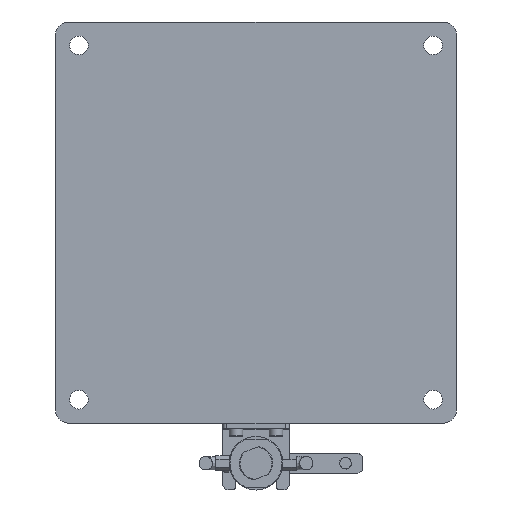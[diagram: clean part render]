
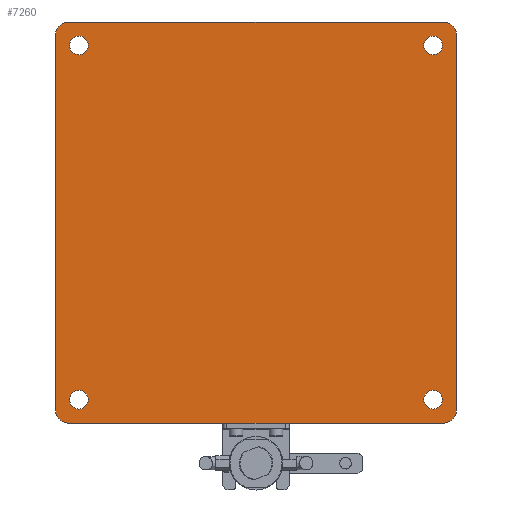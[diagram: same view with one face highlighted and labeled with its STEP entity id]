
A CAD part, left-side view. The second image highlights one B-rep face of the part: STEP entity #7260.
In plain terms, the highlighted planar face has unit normal (1, 0, 0).
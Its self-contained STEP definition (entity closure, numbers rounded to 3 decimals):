
#208 = FACE_BOUND ( 'NONE', #10076, .T. ) ;
#281 = EDGE_CURVE ( 'NONE', #1451, #1451, #7993, .T. ) ;
#321 = CARTESIAN_POINT ( 'NONE',  ( 382.391, -174.333, 455.283 ) ) ;
#649 = EDGE_CURVE ( 'NONE', #19468, #18318, #13075, .T. ) ;
#959 = EDGE_CURVE ( 'NONE', #16278, #25510, #10392, .T. ) ;
#1121 = DIRECTION ( 'NONE',  ( 0., 0., 1. ) ) ;
#1391 = DIRECTION ( 'NONE',  ( 0., 1., 0. ) ) ;
#1451 = VERTEX_POINT ( 'NONE', #27028 ) ;
#1630 = DIRECTION ( 'NONE',  ( 0., 0., 1. ) ) ;
#2292 = DIRECTION ( 'NONE',  ( 1., 0., 0. ) ) ;
#2401 = CARTESIAN_POINT ( 'NONE',  ( 382.391, -166.833, 472.783 ) ) ;
#2441 = ORIENTED_EDGE ( 'NONE', *, *, #281, .F. ) ;
#2894 = EDGE_CURVE ( 'NONE', #3900, #11837, #26495, .T. ) ;
#2971 = ORIENTED_EDGE ( 'NONE', *, *, #22859, .T. ) ;
#3032 = AXIS2_PLACEMENT_3D ( 'NONE', #27070, #14496, #1630 ) ;
#3298 = AXIS2_PLACEMENT_3D ( 'NONE', #19659, #2292, #8511 ) ;
#3384 = CARTESIAN_POINT ( 'NONE',  ( 382.391, 115.667, 745.283 ) ) ;
#3900 = VERTEX_POINT ( 'NONE', #3384 ) ;
#3945 = EDGE_CURVE ( 'NONE', #17120, #17120, #10249, .T. ) ;
#5311 = VECTOR ( 'NONE', #24213, 1000. ) ;
#5929 = ORIENTED_EDGE ( 'NONE', *, *, #9518, .F. ) ;
#6226 = ORIENTED_EDGE ( 'NONE', *, *, #23968, .F. ) ;
#6245 = CARTESIAN_POINT ( 'NONE',  ( 382.391, 98.167, 744.783 ) ) ;
#6310 = DIRECTION ( 'NONE',  ( 0., 0., 1. ) ) ;
#6341 = CARTESIAN_POINT ( 'NONE',  ( 382.391, 105.667, 455.283 ) ) ;
#6435 = CARTESIAN_POINT ( 'NONE',  ( 382.391, -34.333, 605.283 ) ) ;
#6777 = CIRCLE ( 'NONE', #27961, 10. ) ;
#7260 = ADVANCED_FACE ( 'NONE', ( #23663, #21825, #26347, #208, #8836 ), #17729, .F. ) ;
#7771 = DIRECTION ( 'NONE',  ( 1., 0., 0. ) ) ;
#7863 = CARTESIAN_POINT ( 'NONE',  ( 382.391, -184.333, 455.283 ) ) ;
#7993 = CIRCLE ( 'NONE', #3032, 7. ) ;
#8511 = DIRECTION ( 'NONE',  ( 0., 0., 1. ) ) ;
#8549 = CARTESIAN_POINT ( 'NONE',  ( 382.391, -184.333, 755.283 ) ) ;
#8570 = ORIENTED_EDGE ( 'NONE', *, *, #25133, .T. ) ;
#8576 = CARTESIAN_POINT ( 'NONE',  ( 382.391, 105.667, 465.283 ) ) ;
#8714 = DIRECTION ( 'NONE',  ( 1., 0., 0. ) ) ;
#8836 = FACE_BOUND ( 'NONE', #20614, .T. ) ;
#8973 = DIRECTION ( 'NONE',  ( -1., 0., 0. ) ) ;
#8994 = CIRCLE ( 'NONE', #11706, 7. ) ;
#9364 = ORIENTED_EDGE ( 'NONE', *, *, #26645, .T. ) ;
#9421 = CIRCLE ( 'NONE', #22498, 7. ) ;
#9442 = AXIS2_PLACEMENT_3D ( 'NONE', #26497, #24382, #11099 ) ;
#9518 = EDGE_CURVE ( 'NONE', #10913, #18318, #24077, .T. ) ;
#9687 = CARTESIAN_POINT ( 'NONE',  ( 382.391, 115.667, 755.283 ) ) ;
#10076 = EDGE_LOOP ( 'NONE', ( #15524 ) ) ;
#10152 = LINE ( 'NONE', #27107, #11683 ) ;
#10249 = CIRCLE ( 'NONE', #12955, 7. ) ;
#10392 = LINE ( 'NONE', #7863, #20295 ) ;
#10416 = DIRECTION ( 'NONE',  ( 0., 0., 1. ) ) ;
#10824 = CARTESIAN_POINT ( 'NONE',  ( 382.391, 98.167, 472.783 ) ) ;
#10913 = VERTEX_POINT ( 'NONE', #14599 ) ;
#11075 = CARTESIAN_POINT ( 'NONE',  ( 382.391, -184.333, 745.283 ) ) ;
#11099 = DIRECTION ( 'NONE',  ( 0., 0., 1. ) ) ;
#11683 = VECTOR ( 'NONE', #1391, 1000. ) ;
#11706 = AXIS2_PLACEMENT_3D ( 'NONE', #10824, #8714, #10416 ) ;
#11837 = VERTEX_POINT ( 'NONE', #25836 ) ;
#12537 = DIRECTION ( 'NONE',  ( 1., 0., 0. ) ) ;
#12569 = ORIENTED_EDGE ( 'NONE', *, *, #24984, .F. ) ;
#12955 = AXIS2_PLACEMENT_3D ( 'NONE', #15832, #7771, #1121 ) ;
#13075 = CIRCLE ( 'NONE', #24809, 10. ) ;
#13178 = DIRECTION ( 'NONE',  ( 1., 0., 0. ) ) ;
#13339 = CARTESIAN_POINT ( 'NONE',  ( 382.391, 105.667, 755.283 ) ) ;
#13603 = CARTESIAN_POINT ( 'NONE',  ( 382.391, -174.333, 745.283 ) ) ;
#13960 = CIRCLE ( 'NONE', #9442, 10. ) ;
#14496 = DIRECTION ( 'NONE',  ( 1., 0., 0. ) ) ;
#14599 = CARTESIAN_POINT ( 'NONE',  ( 382.391, -184.333, 465.283 ) ) ;
#14655 = EDGE_LOOP ( 'NONE', ( #21311, #9364, #20999, #8570, #15353, #22251, #5929, #2971 ) ) ;
#14984 = DIRECTION ( 'NONE',  ( 0., 0., 1. ) ) ;
#15353 = ORIENTED_EDGE ( 'NONE', *, *, #24198, .F. ) ;
#15524 = ORIENTED_EDGE ( 'NONE', *, *, #3945, .F. ) ;
#15538 = CARTESIAN_POINT ( 'NONE',  ( 382.391, 98.167, 479.783 ) ) ;
#15832 = CARTESIAN_POINT ( 'NONE',  ( 382.391, 98.167, 737.783 ) ) ;
#16278 = VERTEX_POINT ( 'NONE', #6341 ) ;
#16605 = DIRECTION ( 'NONE',  ( 0., -1., 0. ) ) ;
#17120 = VERTEX_POINT ( 'NONE', #6245 ) ;
#17565 = VECTOR ( 'NONE', #18291, 1000. ) ;
#17589 = DIRECTION ( 'NONE',  ( 0., 0., 1. ) ) ;
#17729 = PLANE ( 'NONE',  #19170 ) ;
#18189 = CIRCLE ( 'NONE', #3298, 10. ) ;
#18291 = DIRECTION ( 'NONE',  ( 0., 0., -1. ) ) ;
#18318 = VERTEX_POINT ( 'NONE', #11075 ) ;
#18929 = VERTEX_POINT ( 'NONE', #27557 ) ;
#19170 = AXIS2_PLACEMENT_3D ( 'NONE', #6435, #8973, #17589 ) ;
#19468 = VERTEX_POINT ( 'NONE', #22611 ) ;
#19659 = CARTESIAN_POINT ( 'NONE',  ( 382.391, -174.333, 465.283 ) ) ;
#20043 = VERTEX_POINT ( 'NONE', #15538 ) ;
#20089 = DIRECTION ( 'NONE',  ( 0., 0., 1. ) ) ;
#20295 = VECTOR ( 'NONE', #16605, 1000. ) ;
#20614 = EDGE_LOOP ( 'NONE', ( #6226 ) ) ;
#20999 = ORIENTED_EDGE ( 'NONE', *, *, #2894, .F. ) ;
#21311 = ORIENTED_EDGE ( 'NONE', *, *, #959, .F. ) ;
#21825 = FACE_BOUND ( 'NONE', #24829, .T. ) ;
#22251 = ORIENTED_EDGE ( 'NONE', *, *, #649, .T. ) ;
#22498 = AXIS2_PLACEMENT_3D ( 'NONE', #2401, #27696, #14984 ) ;
#22611 = CARTESIAN_POINT ( 'NONE',  ( 382.391, -174.333, 755.283 ) ) ;
#22859 = EDGE_CURVE ( 'NONE', #10913, #25510, #18189, .T. ) ;
#23663 = FACE_BOUND ( 'NONE', #27508, .T. ) ;
#23968 = EDGE_CURVE ( 'NONE', #18929, #18929, #9421, .T. ) ;
#24077 = LINE ( 'NONE', #8549, #5311 ) ;
#24198 = EDGE_CURVE ( 'NONE', #19468, #24546, #10152, .T. ) ;
#24213 = DIRECTION ( 'NONE',  ( 0., 0., 1. ) ) ;
#24382 = DIRECTION ( 'NONE',  ( 1., 0., 0. ) ) ;
#24546 = VERTEX_POINT ( 'NONE', #13339 ) ;
#24809 = AXIS2_PLACEMENT_3D ( 'NONE', #13603, #13178, #20089 ) ;
#24829 = EDGE_LOOP ( 'NONE', ( #12569 ) ) ;
#24984 = EDGE_CURVE ( 'NONE', #20043, #20043, #8994, .T. ) ;
#25133 = EDGE_CURVE ( 'NONE', #3900, #24546, #13960, .T. ) ;
#25510 = VERTEX_POINT ( 'NONE', #321 ) ;
#25836 = CARTESIAN_POINT ( 'NONE',  ( 382.391, 115.667, 465.283 ) ) ;
#26347 = FACE_OUTER_BOUND ( 'NONE', #14655, .T. ) ;
#26495 = LINE ( 'NONE', #9687, #17565 ) ;
#26497 = CARTESIAN_POINT ( 'NONE',  ( 382.391, 105.667, 745.283 ) ) ;
#26645 = EDGE_CURVE ( 'NONE', #16278, #11837, #6777, .T. ) ;
#27028 = CARTESIAN_POINT ( 'NONE',  ( 382.391, -166.833, 744.783 ) ) ;
#27070 = CARTESIAN_POINT ( 'NONE',  ( 382.391, -166.833, 737.783 ) ) ;
#27107 = CARTESIAN_POINT ( 'NONE',  ( 382.391, -184.333, 755.283 ) ) ;
#27508 = EDGE_LOOP ( 'NONE', ( #2441 ) ) ;
#27557 = CARTESIAN_POINT ( 'NONE',  ( 382.391, -166.833, 479.783 ) ) ;
#27696 = DIRECTION ( 'NONE',  ( 1., 0., 0. ) ) ;
#27961 = AXIS2_PLACEMENT_3D ( 'NONE', #8576, #12537, #6310 ) ;
